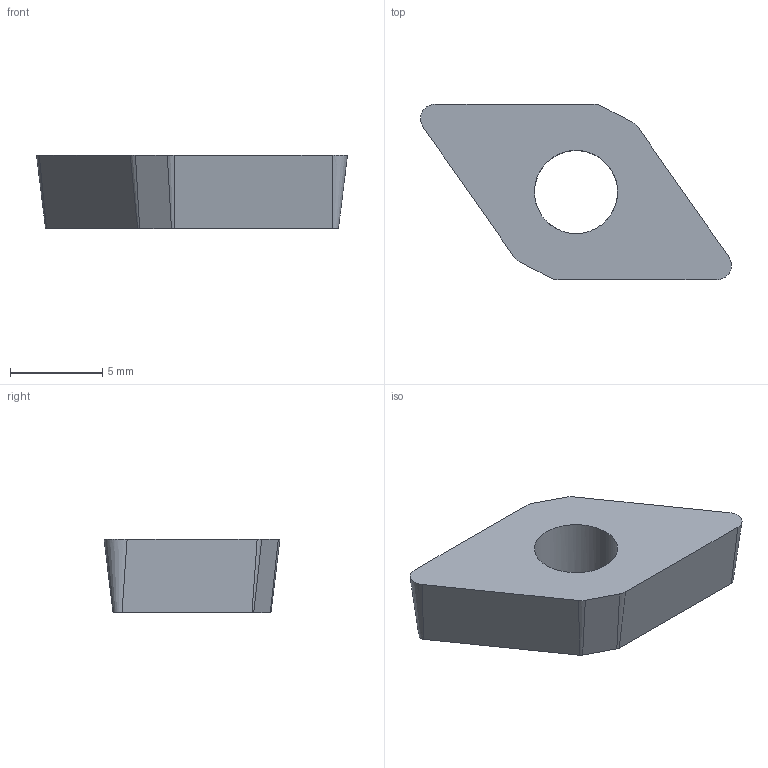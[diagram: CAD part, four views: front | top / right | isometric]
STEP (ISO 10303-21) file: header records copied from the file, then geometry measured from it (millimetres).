
FILE_DESCRIPTION(/* description */ (''),/* implementation_level */ '2;1');
FILE_NAME(/* name */ 'DCMT11T308E_FM_115002983ndi000_00_SIM.stp',/* time_stamp */ '2022-01-17T10:44:19+01:00',/* author */ (''),/* organization */ (''),/* preprocessor_version */ 'ST-DEVELOPER v16.7',/* originating_system */ 'SIEMENS PLM Software NX 12.0',/* authorisation */ '');
FILE_SCHEMA (('AUTOMOTIVE_DESIGN { 1 0 10303 214 3 1 1 1 }'));
Length unit declared in the file: millimetre
Products named in the file (1): pp074B344EA3uhw3
Bounding box: 16.83 x 9.53 x 3.97 mm (x, y, z)
Volume: 325.9 mm3; surface area: 387.4 mm2
Topology: 1 solids, 1 shells, 15 faces, 49 edges, 36 vertices
Faces by surface type: plane 6, cone 6, bspline 2, cylinder 1
Full cylindrical faces by diameter (mm): 4.5 x1
Entity records: 689 total; most frequent: CARTESIAN_POINT 253, ORIENTED_EDGE 96, DIRECTION 60, EDGE_CURVE 48, VERTEX_POINT 36, LINE 32, VECTOR 32, EDGE_LOOP 18
